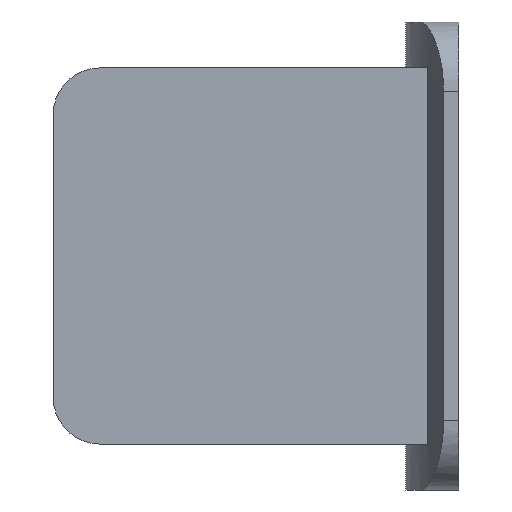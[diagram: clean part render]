
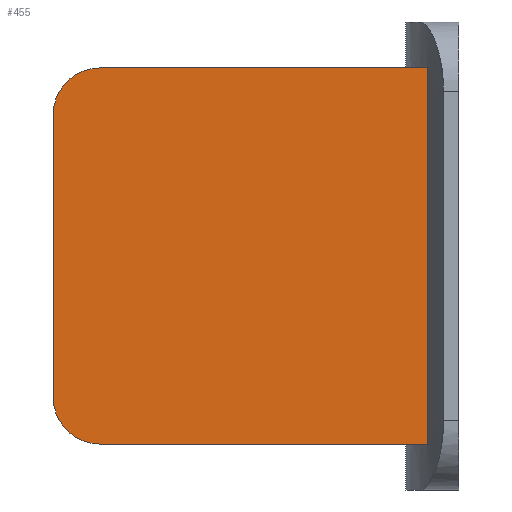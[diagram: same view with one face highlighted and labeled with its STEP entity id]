
A CAD part, front view. The second image highlights one B-rep face of the part: STEP entity #455.
In plain terms, the highlighted planar face has unit normal (0, -1, 0).
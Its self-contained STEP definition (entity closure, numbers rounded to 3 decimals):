
#42=FACE_OUTER_BOUND('',#70,.T.);
#70=EDGE_LOOP('',(#352,#353,#354,#355,#356,#357));
#103=LINE('',#772,#143);
#107=LINE('',#787,#147);
#108=LINE('',#789,#148);
#109=LINE('',#792,#149);
#143=VECTOR('',#590,10.);
#147=VECTOR('',#604,10.);
#148=VECTOR('',#605,10.);
#149=VECTOR('',#608,10.);
#178=CIRCLE('',#508,2.);
#179=CIRCLE('',#509,2.);
#208=VERTEX_POINT('',#765);
#211=VERTEX_POINT('',#770);
#216=VERTEX_POINT('',#784);
#217=VERTEX_POINT('',#785);
#218=VERTEX_POINT('',#788);
#219=VERTEX_POINT('',#790);
#263=EDGE_CURVE('',#211,#208,#103,.T.);
#269=EDGE_CURVE('',#216,#217,#178,.T.);
#270=EDGE_CURVE('',#208,#216,#107,.T.);
#271=EDGE_CURVE('',#211,#218,#108,.T.);
#272=EDGE_CURVE('',#219,#218,#179,.T.);
#273=EDGE_CURVE('',#217,#219,#109,.T.);
#352=ORIENTED_EDGE('',*,*,#269,.F.);
#353=ORIENTED_EDGE('',*,*,#270,.F.);
#354=ORIENTED_EDGE('',*,*,#263,.F.);
#355=ORIENTED_EDGE('',*,*,#271,.T.);
#356=ORIENTED_EDGE('',*,*,#272,.F.);
#357=ORIENTED_EDGE('',*,*,#273,.F.);
#435=PLANE('',#507);
#455=ADVANCED_FACE('',(#42),#435,.T.);
#507=AXIS2_PLACEMENT_3D('',#783,#600,#601);
#508=AXIS2_PLACEMENT_3D('',#786,#602,#603);
#509=AXIS2_PLACEMENT_3D('',#791,#606,#607);
#590=DIRECTION('',(0.,0.,-1.));
#600=DIRECTION('center_axis',(0.,-1.,0.));
#601=DIRECTION('ref_axis',(0.,0.,1.));
#602=DIRECTION('center_axis',(0.,1.,0.));
#603=DIRECTION('ref_axis',(-0.707,0.,-0.707));
#604=DIRECTION('',(-1.,0.,0.));
#605=DIRECTION('',(-1.,0.,0.));
#606=DIRECTION('center_axis',(0.,1.,0.));
#607=DIRECTION('ref_axis',(-0.707,0.,0.707));
#608=DIRECTION('',(0.,0.,1.));
#765=CARTESIAN_POINT('',(-19.602,-6.,99.));
#770=CARTESIAN_POINT('',(-19.602,-6.,115.));
#772=CARTESIAN_POINT('',(-19.602,-6.,0.));
#783=CARTESIAN_POINT('Origin',(0.,-6.,99.));
#784=CARTESIAN_POINT('',(-33.5,-6.,99.));
#785=CARTESIAN_POINT('',(-35.5,-6.,101.));
#786=CARTESIAN_POINT('Origin',(-33.5,-6.,101.));
#787=CARTESIAN_POINT('',(0.,-6.,99.));
#788=CARTESIAN_POINT('',(-33.5,-6.,115.));
#789=CARTESIAN_POINT('',(0.,-6.,115.));
#790=CARTESIAN_POINT('',(-35.5,-6.,113.));
#791=CARTESIAN_POINT('Origin',(-33.5,-6.,113.));
#792=CARTESIAN_POINT('',(-35.5,-6.,115.));
